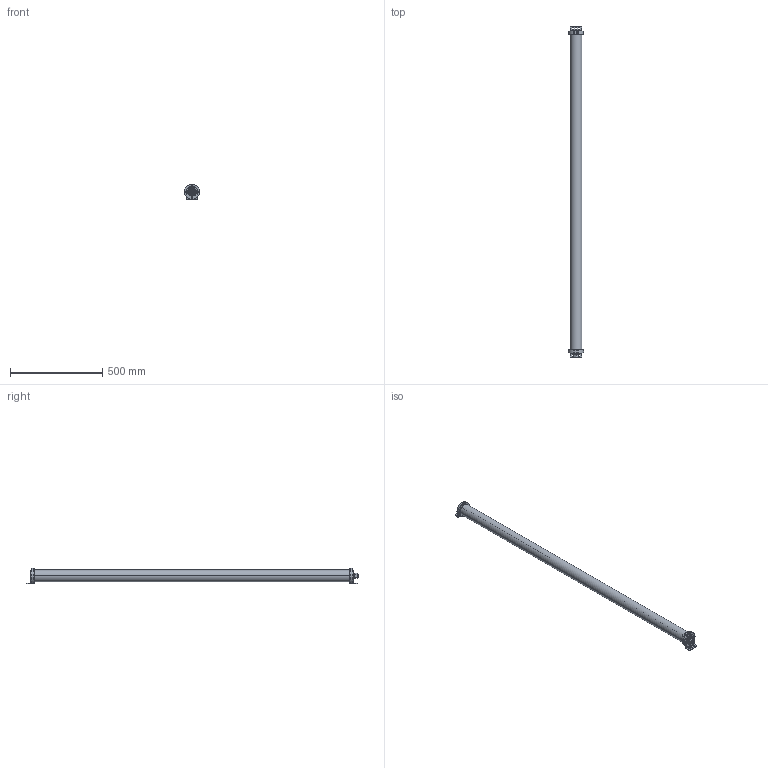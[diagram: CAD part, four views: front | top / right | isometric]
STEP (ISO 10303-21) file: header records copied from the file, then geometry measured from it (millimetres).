
FILE_DESCRIPTION((''),'2;1');
FILE_NAME('181290_ASM','2016-02-04T',('pdmadmin'),(''),'PRO/ENGINEER BY PARAMETRIC TECHNOLOGY CORPORATION, 2013230','PRO/ENGINEER BY PARAMETRIC TECHNOLOGY CORPORATION, 2013230','');
FILE_SCHEMA(('CONFIG_CONTROL_DESIGN'));
Length unit declared in the file: inch
Products named in the file (41): 187566; EZLSA_TE_TUBE_ENCLOSURE_LABEL; 46908; 108971; 108974_ASM; 186081; 108970; 186165_ASM; 46910; 108973_ASM; 111166; 08499; 08831; 66722; 131300; 186083; 46901; 46903; 08838; 41434; 172760; 168214; 114466; 168215; 178824; 178824_SPLINE; 172297_ASSEMBLED; 175513; PEM_PIN_FH-5MM-8; 175513_ASM; 58892; 174905_174120_AF0; 174905_174903_AF0; 174902_FOR_CUTOUT; 174123; 174122; 174905_ASM; 186082; 187898; 181268_NO_BRACKETS_ASM ...
Assembly tree (90 placements, depth 4):
  181290_ASM
    187566
    EZLSA_TE_TUBE_ENCLOSURE_LABEL
    108974_ASM  x2
      46908
      108971
    186165_ASM
      186081
      108970  x4
    108973_ASM
      46910
      108970  x4
    111166  x2
    08499  x8
    08831  x8
    66722  x2
    131300  x2
    186083
    46901  x2
    46903  x4
    08838  x4
    41434
    181268_NO_BRACKETS_ASM
      172760
      168214
      114466  x8
      168215
      178824
      178824_SPLINE  x2
      172297_ASSEMBLED  x2
      175513_ASM  x2
        175513
        PEM_PIN_FH-5MM-8
      58892  x4
      174905_ASM
        174905_174120_AF0
        174905_174903_AF0
        174902_FOR_CUTOUT
        174123
        174122  x2
      186082
      187898  x2
Bounding box: 82.55 x 1795.54 x 85.47 mm (x, y, z)
Volume: 2296419 mm3; surface area: 1525928.3 mm2
Topology: 89 solids, 121 shells, 6030 faces, 15650 edges, 10030 vertices
Faces by surface type: plane 3202, cylinder 2071, bspline 307, cone 276, torus 98, sphere 76
Entity records: 120585 total; most frequent: CARTESIAN_POINT 38064, ORIENTED_EDGE 17098, DIRECTION 16592, EDGE_CURVE 8573, VECTOR 6154, LINE 6154, VERTEX_POINT 5458, AXIS2_PLACEMENT_3D 5219
